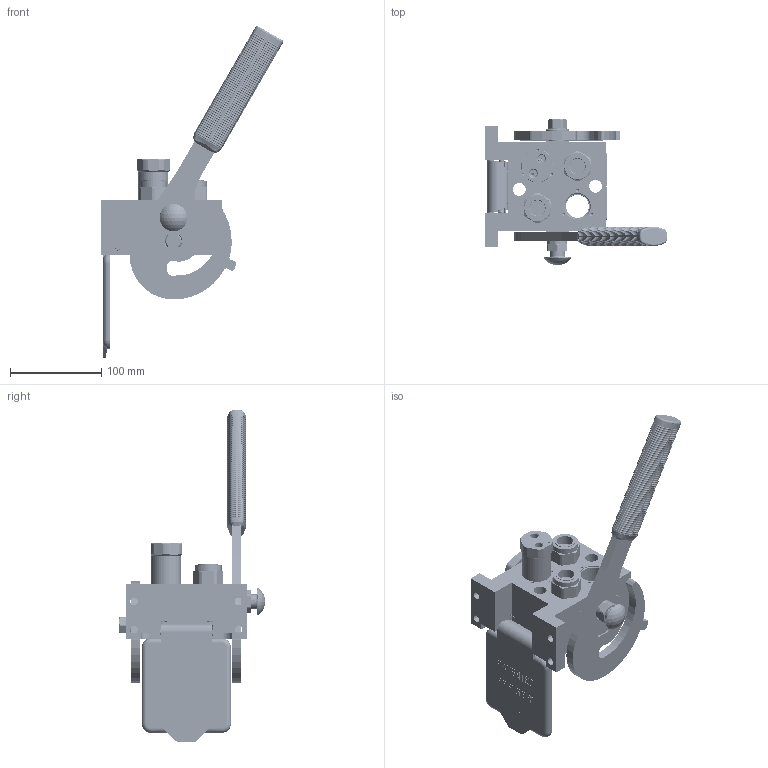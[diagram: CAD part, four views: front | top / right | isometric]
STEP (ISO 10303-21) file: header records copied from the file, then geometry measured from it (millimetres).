
FILE_DESCRIPTION (( 'STEP AP214' ), '1' );
FILE_NAME ('FASTER.step', '2023-01-20T08:26:02', ( '' ), ( '' ), 'SwSTEP 2.0', 'SolidWorks 2017', '' );
FILE_SCHEMA (( 'AUTOMOTIVE_DESIGN' ));
Length unit declared in the file: millimetre
Products named in the file (34): 4810_001_0001_014; 4820_001_0004_000; 4830_022_0000_011; sv002011_m2; 0048_042_0412_000; 4340_014_0000_000; 4830_025_1000_000; or2_62x17_86; 4830_025_2000_000; 4850_024_6001_021; curs_molla_12; 4830_001_0005_300; 4870_024_1001_001; A_2ffngs12_aa_f; 4870_025_1001_001; 4870_025_1001_001_ASM; et012; or1_5x7_m; P508FA; 4830_025_0000_001; 4870_023_1001_000; 2ffnb12_gas_f; 2ffngs12_aa_f; FASTER; 4142_072_1000_300; P508_F_A_BASE; 1540_080_0012_000; 4830_001_0005_301; 4830_070_0000_001; A_2ffnb12_gas_f; sicura_p5; 4830_020_0000_024
Assembly tree (36 placements, depth 4):
  FASTER
    P508_F_A_BASE
      P508FA
        4830_020_0000_024
        4820_001_0004_000
        4810_001_0001_014
        4830_001_0005_300
        4830_001_0005_301
    A_2ffngs12_aa_f
      curs_molla_12
        4340_014_0000_000
        4142_072_1000_300
      2ffngs12_aa_f
        2ffngs12_aa_f
    A_2ffnb12_gas_f  x2
      curs_molla_12
        4340_014_0000_000
        4142_072_1000_300
      2ffnb12_gas_f
        2ffnb12_gas_f
    4870_025_1001_001
      4870_025_1001_001_ASM
        4870_024_1001_001
        4850_024_6001_021
        sv002011_m2
      sicura_p5
        4830_025_0000_001
        or1_5x7_m
        0048_042_0412_000
      4830_025_2000_000
      4830_025_1000_000
      4830_022_0000_011
      4830_070_0000_001
      4870_023_1001_000
      1540_080_0012_000
      or2_62x17_86  x2
    et012
Bounding box: 200.35 x 160.98 x 364.81 mm (x, y, z)
Volume: 220298.3 mm3; surface area: 314224.1 mm2
Topology: 22 solids, 58 shells, 5468 faces, 13575 edges, 8313 vertices
Faces by surface type: plane 2438, cylinder 1475, torus 886, cone 382, bspline 232, sphere 55
Entity records: 193127 total; most frequent: CARTESIAN_POINT 65495, ORIENTED_EDGE 25131, DIRECTION 24391, EDGE_CURVE 12669, AXIS2_PLACEMENT_3D 8646, VERTEX_POINT 7767, LINE 7099, VECTOR 7099
